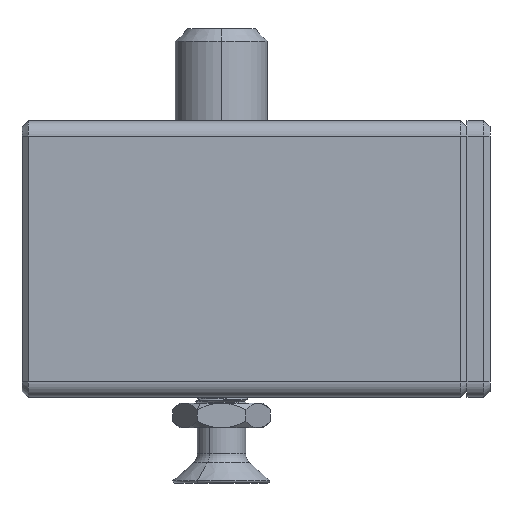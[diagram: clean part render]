
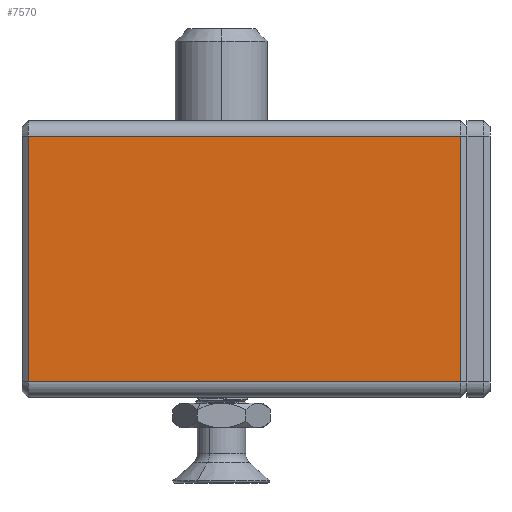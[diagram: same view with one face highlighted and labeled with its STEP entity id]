
A CAD part, top view. The second image highlights one B-rep face of the part: STEP entity #7570.
In plain terms, the highlighted planar face has unit normal (0, 0, 1).
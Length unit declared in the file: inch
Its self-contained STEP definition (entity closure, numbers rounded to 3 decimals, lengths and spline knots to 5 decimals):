
#3 = VERTEX_POINT ( 'NONE', #9220 ) ;
#669 = DIRECTION ( 'NONE',  ( 1., 0., 0. ) ) ;
#984 = CARTESIAN_POINT ( 'NONE',  ( 0., 0., 0.625 ) ) ;
#1108 = EDGE_CURVE ( 'NONE', #9404, #1552, #5427, .T. ) ;
#1552 = VERTEX_POINT ( 'NONE', #4767 ) ;
#1573 = CARTESIAN_POINT ( 'NONE',  ( -1.7625, 0., 0.625 ) ) ;
#1638 = PLANE ( 'NONE',  #7428 ) ;
#1853 = CARTESIAN_POINT ( 'NONE',  ( -1.7625, -1., 0.625 ) ) ;
#2654 = DIRECTION ( 'NONE',  ( 0., 0., -1. ) ) ;
#3307 = DIRECTION ( 'NONE',  ( -1., 0., 0. ) ) ;
#3810 = CARTESIAN_POINT ( 'NONE',  ( 0., 1., 0.625 ) ) ;
#3921 = DIRECTION ( 'NONE',  ( 0., 1., 0. ) ) ;
#4085 = EDGE_CURVE ( 'NONE', #7466, #3, #10611, .T. ) ;
#4395 = ORIENTED_EDGE ( 'NONE', *, *, #1108, .T. ) ;
#4767 = CARTESIAN_POINT ( 'NONE',  ( -1.7625, 1., 0.625 ) ) ;
#5427 = LINE ( 'NONE', #3810, #6303 ) ;
#5586 = LINE ( 'NONE', #7421, #9410 ) ;
#5847 = EDGE_CURVE ( 'NONE', #3, #9404, #5586, .T. ) ;
#6303 = VECTOR ( 'NONE', #7924, 39.37008 ) ;
#6676 = FACE_OUTER_BOUND ( 'NONE', #8028, .T. ) ;
#6982 = EDGE_CURVE ( 'NONE', #1552, #7466, #8840, .T. ) ;
#7164 = CARTESIAN_POINT ( 'NONE',  ( 0., -1., 0.625 ) ) ;
#7421 = CARTESIAN_POINT ( 'NONE',  ( 1.7625, 0., 0.625 ) ) ;
#7428 = AXIS2_PLACEMENT_3D ( 'NONE', #984, #2654, #3307 ) ;
#7466 = VERTEX_POINT ( 'NONE', #1853 ) ;
#7570 = ADVANCED_FACE ( 'NONE', ( #6676 ), #1638, .F. ) ;
#7924 = DIRECTION ( 'NONE',  ( -1., 0., 0. ) ) ;
#8028 = EDGE_LOOP ( 'NONE', ( #4395, #8933, #8767, #10358 ) ) ;
#8299 = VECTOR ( 'NONE', #9672, 39.37008 ) ;
#8549 = CARTESIAN_POINT ( 'NONE',  ( 1.7625, 1., 0.625 ) ) ;
#8767 = ORIENTED_EDGE ( 'NONE', *, *, #4085, .T. ) ;
#8840 = LINE ( 'NONE', #1573, #8299 ) ;
#8933 = ORIENTED_EDGE ( 'NONE', *, *, #6982, .T. ) ;
#9220 = CARTESIAN_POINT ( 'NONE',  ( 1.7625, -1., 0.625 ) ) ;
#9404 = VERTEX_POINT ( 'NONE', #8549 ) ;
#9410 = VECTOR ( 'NONE', #3921, 39.37008 ) ;
#9455 = VECTOR ( 'NONE', #669, 39.37008 ) ;
#9672 = DIRECTION ( 'NONE',  ( 0., -1., 0. ) ) ;
#10358 = ORIENTED_EDGE ( 'NONE', *, *, #5847, .T. ) ;
#10611 = LINE ( 'NONE', #7164, #9455 ) ;
